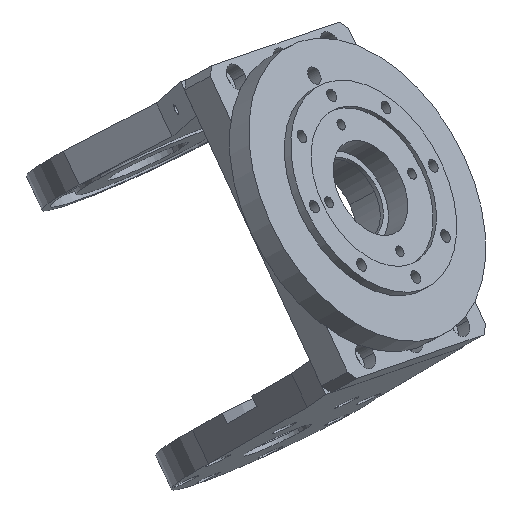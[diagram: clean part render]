
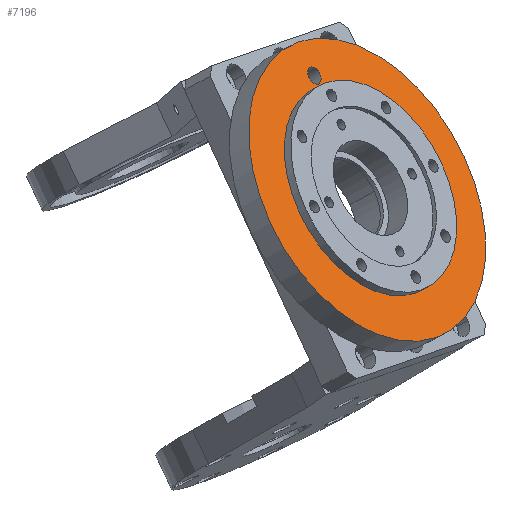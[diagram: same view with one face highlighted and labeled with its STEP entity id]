
A CAD part, top view. The second image highlights one B-rep face of the part: STEP entity #7196.
In plain terms, the highlighted face is planar.
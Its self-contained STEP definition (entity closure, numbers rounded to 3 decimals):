
#6 = DIRECTION ( 'NONE',  ( 0., 1., 0. ) ) ;
#41 = DIRECTION ( 'NONE',  ( 0., 1., 0. ) ) ;
#81 = CIRCLE ( 'NONE', #466, 35. ) ;
#143 = EDGE_LOOP ( 'NONE', ( #2127, #2251 ) ) ;
#282 = DIRECTION ( 'NONE',  ( 0., 1., 0. ) ) ;
#466 = AXIS2_PLACEMENT_3D ( 'NONE', #3582, #41, #4099 ) ;
#663 = DIRECTION ( 'NONE',  ( 0., 1., 0. ) ) ;
#709 = AXIS2_PLACEMENT_3D ( 'NONE', #2470, #663, #6378 ) ;
#759 = CARTESIAN_POINT ( 'NONE',  ( 0., 6., -24.5 ) ) ;
#852 = CIRCLE ( 'NONE', #6305, 24.5 ) ;
#874 = CARTESIAN_POINT ( 'NONE',  ( 0., 6., 25. ) ) ;
#933 = VERTEX_POINT ( 'NONE', #759 ) ;
#1083 = VERTEX_POINT ( 'NONE', #4820 ) ;
#1260 = CARTESIAN_POINT ( 'NONE',  ( 0., 6., -35. ) ) ;
#1491 = AXIS2_PLACEMENT_3D ( 'NONE', #3784, #282, #4279 ) ;
#1512 = ORIENTED_EDGE ( 'NONE', *, *, #5078, .T. ) ;
#1537 = EDGE_LOOP ( 'NONE', ( #4039, #2646 ) ) ;
#1718 = DIRECTION ( 'NONE',  ( 0., 1., 0. ) ) ;
#1731 = CARTESIAN_POINT ( 'NONE',  ( 0., 6., 35. ) ) ;
#1837 = PLANE ( 'NONE',  #709 ) ;
#2127 = ORIENTED_EDGE ( 'NONE', *, *, #3536, .F. ) ;
#2251 = ORIENTED_EDGE ( 'NONE', *, *, #5681, .F. ) ;
#2281 = EDGE_CURVE ( 'NONE', #7062, #7213, #81, .T. ) ;
#2433 = DIRECTION ( 'NONE',  ( 0., 1., 0. ) ) ;
#2454 = FACE_BOUND ( 'NONE', #143, .T. ) ;
#2470 = CARTESIAN_POINT ( 'NONE',  ( 0., 6., 0. ) ) ;
#2646 = ORIENTED_EDGE ( 'NONE', *, *, #5693, .F. ) ;
#2892 = CIRCLE ( 'NONE', #1491, 2. ) ;
#3006 = VERTEX_POINT ( 'NONE', #5267 ) ;
#3025 = AXIS2_PLACEMENT_3D ( 'NONE', #6510, #3119, #7041 ) ;
#3026 = EDGE_LOOP ( 'NONE', ( #1512, #5745 ) ) ;
#3119 = DIRECTION ( 'NONE',  ( 0., 1., 0. ) ) ;
#3536 = EDGE_CURVE ( 'NONE', #5986, #3006, #2892, .T. ) ;
#3538 = CARTESIAN_POINT ( 'NONE',  ( 0., 6., 0. ) ) ;
#3582 = CARTESIAN_POINT ( 'NONE',  ( 0., 6., 0. ) ) ;
#3698 = EDGE_CURVE ( 'NONE', #1083, #933, #4415, .T. ) ;
#3739 = CIRCLE ( 'NONE', #3025, 35. ) ;
#3751 = FACE_OUTER_BOUND ( 'NONE', #3026, .T. ) ;
#3784 = CARTESIAN_POINT ( 'NONE',  ( 0., 6., 27. ) ) ;
#4039 = ORIENTED_EDGE ( 'NONE', *, *, #3698, .F. ) ;
#4066 = DIRECTION ( 'NONE',  ( 0., 0., 1. ) ) ;
#4099 = DIRECTION ( 'NONE',  ( 0., 0., 1. ) ) ;
#4279 = DIRECTION ( 'NONE',  ( 0., 0., 1. ) ) ;
#4415 = CIRCLE ( 'NONE', #6792, 24.5 ) ;
#4820 = CARTESIAN_POINT ( 'NONE',  ( 0., 6., 24.5 ) ) ;
#5078 = EDGE_CURVE ( 'NONE', #7213, #7062, #3739, .T. ) ;
#5090 = CARTESIAN_POINT ( 'NONE',  ( 0., 6., 0. ) ) ;
#5267 = CARTESIAN_POINT ( 'NONE',  ( 0., 6., 29. ) ) ;
#5680 = DIRECTION ( 'NONE',  ( 0., 0., 1. ) ) ;
#5681 = EDGE_CURVE ( 'NONE', #3006, #5986, #6879, .T. ) ;
#5693 = EDGE_CURVE ( 'NONE', #933, #1083, #852, .T. ) ;
#5745 = ORIENTED_EDGE ( 'NONE', *, *, #2281, .T. ) ;
#5767 = CARTESIAN_POINT ( 'NONE',  ( 0., 6., 27. ) ) ;
#5986 = VERTEX_POINT ( 'NONE', #874 ) ;
#6305 = AXIS2_PLACEMENT_3D ( 'NONE', #3538, #6, #4066 ) ;
#6312 = FACE_BOUND ( 'NONE', #1537, .T. ) ;
#6354 = DIRECTION ( 'NONE',  ( 0., 0., 1. ) ) ;
#6378 = DIRECTION ( 'NONE',  ( 0., 0., 1. ) ) ;
#6448 = AXIS2_PLACEMENT_3D ( 'NONE', #5767, #2433, #6354 ) ;
#6510 = CARTESIAN_POINT ( 'NONE',  ( 0., 6., 0. ) ) ;
#6792 = AXIS2_PLACEMENT_3D ( 'NONE', #5090, #1718, #5680 ) ;
#6879 = CIRCLE ( 'NONE', #6448, 2. ) ;
#7041 = DIRECTION ( 'NONE',  ( 0., 0., 1. ) ) ;
#7062 = VERTEX_POINT ( 'NONE', #1731 ) ;
#7196 = ADVANCED_FACE ( 'NONE', ( #2454, #6312, #3751 ), #1837, .T. ) ;
#7213 = VERTEX_POINT ( 'NONE', #1260 ) ;
